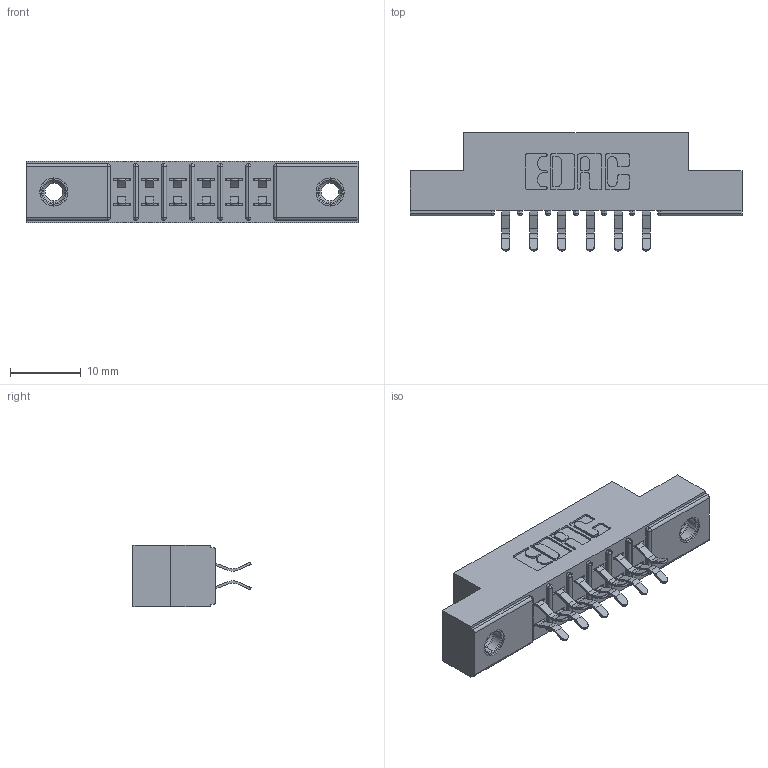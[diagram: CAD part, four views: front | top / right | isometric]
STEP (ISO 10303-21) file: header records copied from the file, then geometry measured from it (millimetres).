
FILE_DESCRIPTION (( 'STEP AP203' ), '1' );
FILE_NAME ('315-012-556-207.STEP', '2019-09-10T13:24:06', ( '' ), ( '' ), 'SwSTEP 2.0', 'SolidWorks 2016', '' );
FILE_SCHEMA (( 'CONFIG_CONTROL_DESIGN' ));
Length unit declared in the file: inch
Products named in the file (4): 305 Part_.156 Dia; 305-290-001_556; 315-012-556-207; 345-250-001_345-250-005-103
Assembly tree (15 placements, depth 2):
  315-012-556-207
    305 Part_.156 Dia
    305-290-001_556  x12
    345-250-001_345-250-005-103  x2
Bounding box: 46.79 x 16.64 x 8.71 mm (x, y, z)
Volume: 2947.4 mm3; surface area: 4658.3 mm2
Topology: 15 solids, 15 shells, 848 faces, 2390 edges, 1552 vertices
Faces by surface type: plane 472, cylinder 336, sphere 24, cone 12, torus 4
Entity records: 12286 total; most frequent: CARTESIAN_POINT 2019, DIRECTION 1996, ORIENTED_EDGE 1992, EDGE_CURVE 996, VECTOR 758, LINE 758, VERTEX_POINT 642, AXIS2_PLACEMENT_3D 619
